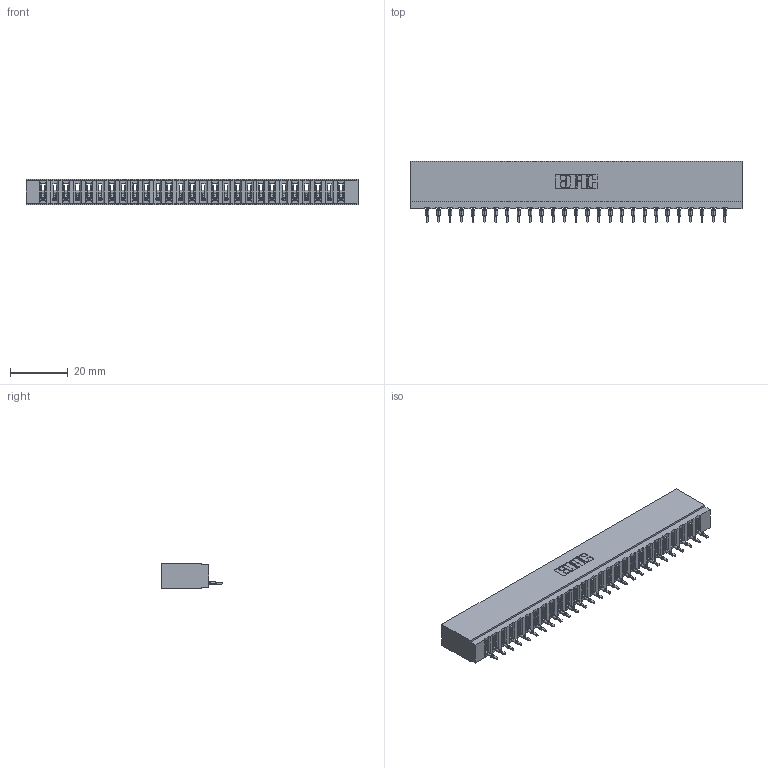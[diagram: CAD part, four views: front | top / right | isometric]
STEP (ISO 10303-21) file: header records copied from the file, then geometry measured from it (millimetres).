
FILE_DESCRIPTION (( 'STEP AP203' ), '1' );
FILE_NAME ('737-027-520-101.STEP', '2026-02-24T22:30:46', ( '' ), ( '' ), 'SwSTEP 2.0', 'SolidWorks 2023', '' );
FILE_SCHEMA (( 'CONFIG_CONTROL_DESIGN' ));
Length unit declared in the file: millimetre
Products named in the file (3): 745-292-001_520; 737 Part_Insulator Option - 01; 737-027-520-101
Assembly tree (28 placements, depth 2):
  737-027-520-101
    737 Part_Insulator Option - 01
    745-292-001_520  x27
Bounding box: 114.86 x 21.22 x 8.89 mm (x, y, z)
Volume: 11099.4 mm3; surface area: 14765.4 mm2
Topology: 28 solids, 28 shells, 3145 faces, 8652 edges, 5462 vertices
Faces by surface type: plane 1890, cylinder 553, bspline 540, torus 162
Entity records: 47497 total; most frequent: CARTESIAN_POINT 8876, ORIENTED_EDGE 8308, DIRECTION 7210, EDGE_CURVE 4154, LINE 3810, VECTOR 3810, VERTEX_POINT 2654, AXIS2_PLACEMENT_3D 1700
